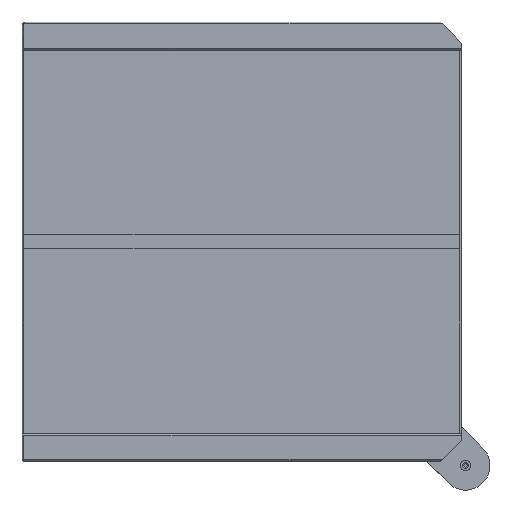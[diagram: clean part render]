
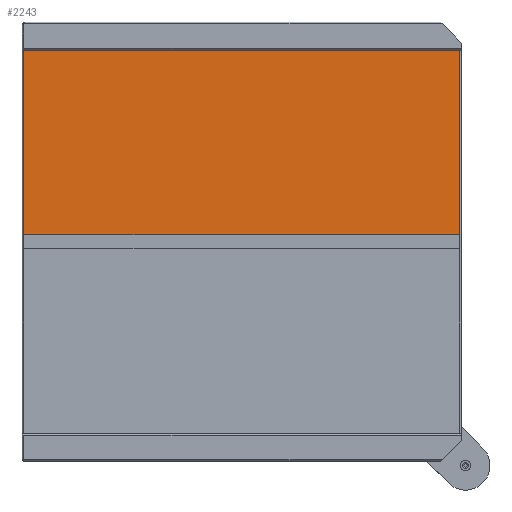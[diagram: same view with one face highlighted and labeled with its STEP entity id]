
A CAD part, front view. The second image highlights one B-rep face of the part: STEP entity #2243.
In plain terms, the highlighted planar face has unit normal (0, -1, 0).
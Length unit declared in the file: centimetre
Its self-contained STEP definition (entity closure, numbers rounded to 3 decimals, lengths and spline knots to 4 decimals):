
#131 = FACE_OUTER_BOUND ( 'NONE', #21751, .T. ) ;
#1020 = VERTEX_POINT ( 'NONE', #21986 ) ;
#1378 = LINE ( 'NONE', #6885, #6884 ) ;
#2059 = DIRECTION ( 'NONE',  ( 0., 0., -1. ) ) ;
#2102 = VERTEX_POINT ( 'NONE', #23184 ) ;
#2236 = CARTESIAN_POINT ( 'NONE',  ( -6.2, -0.36, 5.45 ) ) ;
#2243 = ADVANCED_FACE ( 'NONE', ( #131 ), #18753, .F. ) ;
#2836 = LINE ( 'NONE', #2236, #19745 ) ;
#4256 = VERTEX_POINT ( 'NONE', #4382 ) ;
#4382 = CARTESIAN_POINT ( 'NONE',  ( 6.2, -0.36, 0.2 ) ) ;
#5024 = EDGE_CURVE ( 'NONE', #4256, #2102, #11847, .T. ) ;
#5109 = ORIENTED_EDGE ( 'NONE', *, *, #24750, .T. ) ;
#6571 = DIRECTION ( 'NONE',  ( -1., 0., 0. ) ) ;
#6884 = VECTOR ( 'NONE', #6571, 100. ) ;
#6885 = CARTESIAN_POINT ( 'NONE',  ( 6.25, -0.36, 5.45 ) ) ;
#7200 = LINE ( 'NONE', #17674, #20732 ) ;
#11357 = AXIS2_PLACEMENT_3D ( 'NONE', #18792, #18973, #18710 ) ;
#11587 = VECTOR ( 'NONE', #14789, 100. ) ;
#11847 = LINE ( 'NONE', #14472, #11587 ) ;
#12955 = EDGE_CURVE ( 'NONE', #4256, #1020, #7200, .T. ) ;
#13671 = CARTESIAN_POINT ( 'NONE',  ( -6.2, -0.36, 5.45 ) ) ;
#14472 = CARTESIAN_POINT ( 'NONE',  ( 6.25, -0.36, 0.2 ) ) ;
#14789 = DIRECTION ( 'NONE',  ( -1., 0., 0. ) ) ;
#17571 = DIRECTION ( 'NONE',  ( 0., 0., 1. ) ) ;
#17674 = CARTESIAN_POINT ( 'NONE',  ( 6.2, -0.36, 5.45 ) ) ;
#18710 = DIRECTION ( 'NONE',  ( 0., 0., 1. ) ) ;
#18753 = PLANE ( 'NONE',  #11357 ) ;
#18792 = CARTESIAN_POINT ( 'NONE',  ( 6.25, -0.36, 5.45 ) ) ;
#18973 = DIRECTION ( 'NONE',  ( 0., 1., 0. ) ) ;
#19745 = VECTOR ( 'NONE', #2059, 100. ) ;
#20732 = VECTOR ( 'NONE', #17571, 100. ) ;
#21751 = EDGE_LOOP ( 'NONE', ( #25173, #27011, #5109, #28585 ) ) ;
#21955 = EDGE_CURVE ( 'NONE', #25445, #2102, #2836, .T. ) ;
#21986 = CARTESIAN_POINT ( 'NONE',  ( 6.2, -0.36, 5.45 ) ) ;
#23184 = CARTESIAN_POINT ( 'NONE',  ( -6.2, -0.36, 0.2 ) ) ;
#24750 = EDGE_CURVE ( 'NONE', #1020, #25445, #1378, .T. ) ;
#25173 = ORIENTED_EDGE ( 'NONE', *, *, #5024, .F. ) ;
#25445 = VERTEX_POINT ( 'NONE', #13671 ) ;
#27011 = ORIENTED_EDGE ( 'NONE', *, *, #12955, .T. ) ;
#28585 = ORIENTED_EDGE ( 'NONE', *, *, #21955, .T. ) ;
